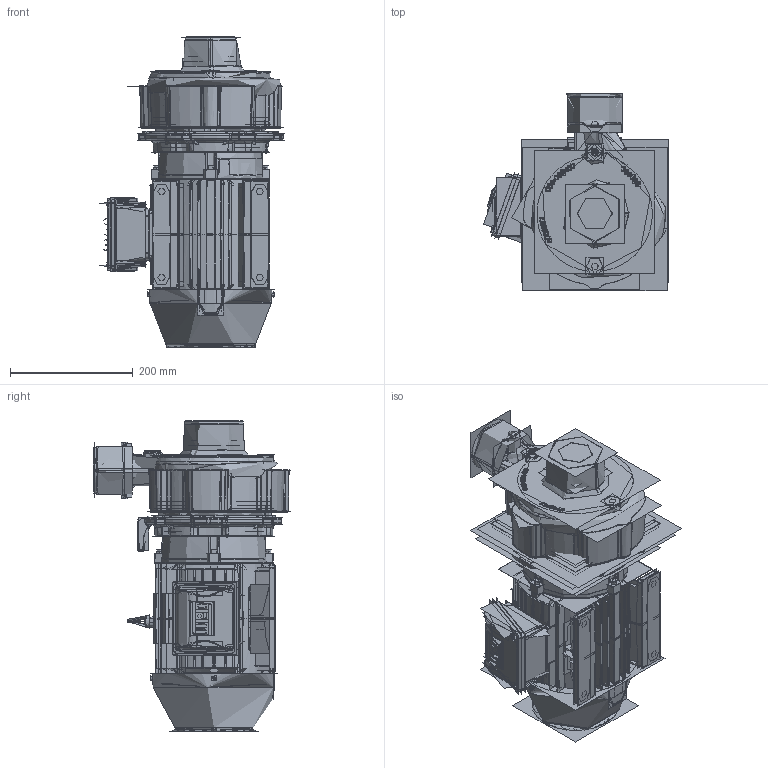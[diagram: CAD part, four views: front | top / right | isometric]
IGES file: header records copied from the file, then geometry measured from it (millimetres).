
Start section:  PTC IGES file: 050_032_160_r_5_t_2p_60_4v_asm.igs
Global section: file name: 050_032_160_r_5_t_2p_60_4v_asm.igs; native system: Creo Parametric by PTC Inc.; preprocessor: 2019224; author: pilzb01; organization: Unknown; date: 20200918.160339; units: millimetre
Bounding box: 300.17 x 321.84 x 504.67 mm (x, y, z)
Volume: 11958904.4 mm3; surface area: 6220869.5 mm2
Topology: 4 solids, 9 shells, 9178 faces, 44261 edges, 53704 vertices
Faces by surface type: bspline 7490, revolution 1682, extrusion 6
